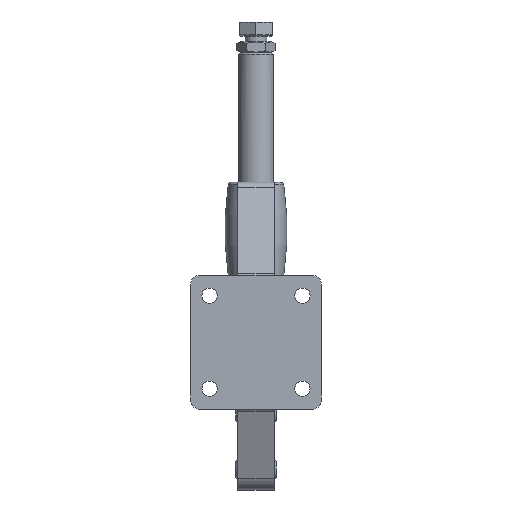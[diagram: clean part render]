
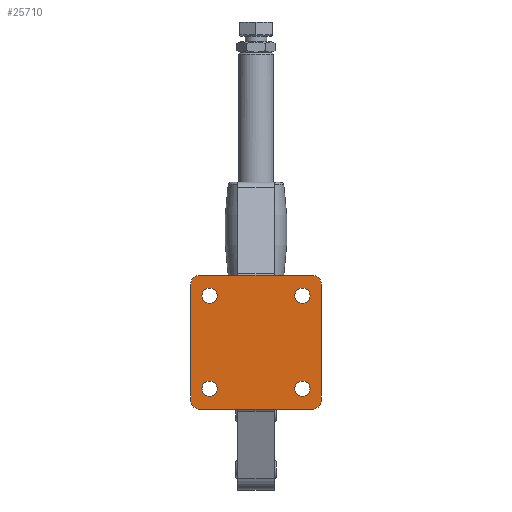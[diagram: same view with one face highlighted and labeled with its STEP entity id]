
A CAD part, front view. The second image highlights one B-rep face of the part: STEP entity #25710.
In plain terms, the highlighted planar face has unit normal (0, -1, 0).
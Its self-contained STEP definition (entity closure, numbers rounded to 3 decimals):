
#601 = CARTESIAN_POINT ( 'NONE',  ( -30.7, -44.4, -124. ) ) ;
#603 = CARTESIAN_POINT ( 'NONE',  ( -35.7, -44.4, -55.8 ) ) ;
#630 = CARTESIAN_POINT ( 'NONE',  ( 30.7, -44.4, -50.8 ) ) ;
#655 = CARTESIAN_POINT ( 'NONE',  ( -25.4, -44.4, -108.65 ) ) ;
#662 = CARTESIAN_POINT ( 'NONE',  ( -25.4, -44.4, -116.95 ) ) ;
#698 = CARTESIAN_POINT ( 'NONE',  ( 25.4, -44.4, -57.85 ) ) ;
#702 = CARTESIAN_POINT ( 'NONE',  ( -25.4, -44.4, -57.85 ) ) ;
#703 = CARTESIAN_POINT ( 'NONE',  ( -25.4, -44.4, -66.15 ) ) ;
#704 = CARTESIAN_POINT ( 'NONE',  ( 25.4, -44.4, -66.15 ) ) ;
#705 = CARTESIAN_POINT ( 'NONE',  ( 25.4, -44.4, -108.65 ) ) ;
#789 = CARTESIAN_POINT ( 'NONE',  ( 35.7, -44.4, -55.8 ) ) ;
#905 = CARTESIAN_POINT ( 'NONE',  ( -35.7, -44.4, -119. ) ) ;
#913 = CARTESIAN_POINT ( 'NONE',  ( 30.7, -44.4, -124. ) ) ;
#931 = CARTESIAN_POINT ( 'NONE',  ( 35.7, -44.4, -119. ) ) ;
#940 = CARTESIAN_POINT ( 'NONE',  ( 25.4, -44.4, -116.95 ) ) ;
#945 = CARTESIAN_POINT ( 'NONE',  ( -30.7, -44.4, -50.8 ) ) ;
#1999 = DIRECTION ( 'NONE',  ( 0., -1., 0. ) ) ;
#2000 = CARTESIAN_POINT ( 'NONE',  ( 0., -44.4, -168.2 ) ) ;
#2003 = PLANE ( 'NONE',  #16305 ) ;
#2006 = DIRECTION ( 'NONE',  ( 0., 0., -1. ) ) ;
#2391 = FACE_BOUND ( 'NONE', #15410, .T. ) ;
#2393 = FACE_OUTER_BOUND ( 'NONE', #15612, .T. ) ;
#2394 = FACE_BOUND ( 'NONE', #15490, .T. ) ;
#3506 = ORIENTED_EDGE ( 'NONE', *, *, #12953, .T. ) ;
#3507 = ORIENTED_EDGE ( 'NONE', *, *, #11657, .T. ) ;
#3508 = ORIENTED_EDGE ( 'NONE', *, *, #12960, .T. ) ;
#3509 = ORIENTED_EDGE ( 'NONE', *, *, #11658, .T. ) ;
#3510 = ORIENTED_EDGE ( 'NONE', *, *, #12967, .T. ) ;
#3511 = ORIENTED_EDGE ( 'NONE', *, *, #11659, .T. ) ;
#3512 = ORIENTED_EDGE ( 'NONE', *, *, #11660, .T. ) ;
#3513 = ORIENTED_EDGE ( 'NONE', *, *, #11661, .F. ) ;
#3514 = ORIENTED_EDGE ( 'NONE', *, *, #11662, .T. ) ;
#3515 = ORIENTED_EDGE ( 'NONE', *, *, #11663, .F. ) ;
#3516 = ORIENTED_EDGE ( 'NONE', *, *, #11664, .T. ) ;
#3517 = ORIENTED_EDGE ( 'NONE', *, *, #11651, .T. ) ;
#3518 = ORIENTED_EDGE ( 'NONE', *, *, #11665, .T. ) ;
#11253 = FACE_BOUND ( 'NONE', #15384, .T. ) ;
#11254 = FACE_BOUND ( 'NONE', #15489, .T. ) ;
#11651 = EDGE_CURVE ( 'NONE', #18022, #17880, #23587, .T. ) ;
#11655 = EDGE_CURVE ( 'NONE', #17746, #17753, #23598, .T. ) ;
#11656 = EDGE_CURVE ( 'NONE', #17796, #18031, #23594, .T. ) ;
#11657 = EDGE_CURVE ( 'NONE', #17793, #17794, #23600, .T. ) ;
#11658 = EDGE_CURVE ( 'NONE', #17789, #17795, #23601, .T. ) ;
#11659 = EDGE_CURVE ( 'NONE', #17721, #18036, #23602, .T. ) ;
#11660 = EDGE_CURVE ( 'NONE', #18036, #17694, #23604, .T. ) ;
#11661 = EDGE_CURVE ( 'NONE', #17996, #17694, #23606, .T. ) ;
#11662 = EDGE_CURVE ( 'NONE', #17996, #17692, #23603, .T. ) ;
#11663 = EDGE_CURVE ( 'NONE', #18004, #17692, #23609, .T. ) ;
#11664 = EDGE_CURVE ( 'NONE', #18004, #18022, #23610, .T. ) ;
#11665 = EDGE_CURVE ( 'NONE', #17880, #17721, #23612, .T. ) ;
#12946 = EDGE_CURVE ( 'NONE', #17753, #17746, #23894, .T. ) ;
#12953 = EDGE_CURVE ( 'NONE', #18031, #17796, #23905, .T. ) ;
#12960 = EDGE_CURVE ( 'NONE', #17794, #17793, #23916, .T. ) ;
#12967 = EDGE_CURVE ( 'NONE', #17795, #17789, #23927, .T. ) ;
#15384 = EDGE_LOOP ( 'NONE', ( #19067, #3506 ) ) ;
#15410 = EDGE_LOOP ( 'NONE', ( #3507, #3508 ) ) ;
#15489 = EDGE_LOOP ( 'NONE', ( #17562, #17563 ) ) ;
#15490 = EDGE_LOOP ( 'NONE', ( #3509, #3510 ) ) ;
#15612 = EDGE_LOOP ( 'NONE', ( #3511, #3512, #3513, #3514, #3515, #3516, #3517, #3518 ) ) ;
#16305 = AXIS2_PLACEMENT_3D ( 'NONE', #2000, #1999, #2006 ) ;
#17562 = ORIENTED_EDGE ( 'NONE', *, *, #11655, .T. ) ;
#17563 = ORIENTED_EDGE ( 'NONE', *, *, #12946, .T. ) ;
#17692 = VERTEX_POINT ( 'NONE', #601 ) ;
#17694 = VERTEX_POINT ( 'NONE', #603 ) ;
#17721 = VERTEX_POINT ( 'NONE', #630 ) ;
#17746 = VERTEX_POINT ( 'NONE', #655 ) ;
#17753 = VERTEX_POINT ( 'NONE', #662 ) ;
#17789 = VERTEX_POINT ( 'NONE', #698 ) ;
#17793 = VERTEX_POINT ( 'NONE', #702 ) ;
#17794 = VERTEX_POINT ( 'NONE', #703 ) ;
#17795 = VERTEX_POINT ( 'NONE', #704 ) ;
#17796 = VERTEX_POINT ( 'NONE', #705 ) ;
#17880 = VERTEX_POINT ( 'NONE', #789 ) ;
#17996 = VERTEX_POINT ( 'NONE', #905 ) ;
#18004 = VERTEX_POINT ( 'NONE', #913 ) ;
#18022 = VERTEX_POINT ( 'NONE', #931 ) ;
#18031 = VERTEX_POINT ( 'NONE', #940 ) ;
#18036 = VERTEX_POINT ( 'NONE', #945 ) ;
#18675 = AXIS2_PLACEMENT_3D ( 'NONE', #19217, #19219, #19221 ) ;
#18676 = AXIS2_PLACEMENT_3D ( 'NONE', #19225, #19226, #19228 ) ;
#18677 = AXIS2_PLACEMENT_3D ( 'NONE', #19232, #19234, #19236 ) ;
#18678 = AXIS2_PLACEMENT_3D ( 'NONE', #19241, #19243, #19245 ) ;
#18679 = AXIS2_PLACEMENT_3D ( 'NONE', #19252, #19254, #19256 ) ;
#18680 = AXIS2_PLACEMENT_3D ( 'NONE', #19263, #19265, #19267 ) ;
#18681 = AXIS2_PLACEMENT_3D ( 'NONE', #19275, #19277, #19278 ) ;
#18682 = AXIS2_PLACEMENT_3D ( 'NONE', #19282, #19284, #19286 ) ;
#18721 = AXIS2_PLACEMENT_3D ( 'NONE', #20018, #20019, #20020 ) ;
#18724 = AXIS2_PLACEMENT_3D ( 'NONE', #20035, #20036, #20037 ) ;
#18727 = AXIS2_PLACEMENT_3D ( 'NONE', #20052, #20053, #20054 ) ;
#18730 = AXIS2_PLACEMENT_3D ( 'NONE', #20068, #20069, #20070 ) ;
#19067 = ORIENTED_EDGE ( 'NONE', *, *, #11656, .T. ) ;
#19178 = DIRECTION ( 'NONE',  ( 0., 0., 1. ) ) ;
#19192 = CARTESIAN_POINT ( 'NONE',  ( 35.7, -44.4, -168.2 ) ) ;
#19203 = CARTESIAN_POINT ( 'NONE',  ( -35.7, -44.4, -168.2 ) ) ;
#19215 = DIRECTION ( 'NONE',  ( -1., 0., 0. ) ) ;
#19217 = CARTESIAN_POINT ( 'NONE',  ( -25.4, -44.4, -112.8 ) ) ;
#19219 = DIRECTION ( 'NONE',  ( 0., 1., 0. ) ) ;
#19221 = DIRECTION ( 'NONE',  ( 0., 0., 1. ) ) ;
#19225 = CARTESIAN_POINT ( 'NONE',  ( 25.4, -44.4, -112.8 ) ) ;
#19226 = DIRECTION ( 'NONE',  ( 0., 1., 0. ) ) ;
#19228 = DIRECTION ( 'NONE',  ( 0., 0., 1. ) ) ;
#19232 = CARTESIAN_POINT ( 'NONE',  ( -25.4, -44.4, -62. ) ) ;
#19234 = DIRECTION ( 'NONE',  ( 0., 1., 0. ) ) ;
#19236 = DIRECTION ( 'NONE',  ( 0., 0., 1. ) ) ;
#19237 = DIRECTION ( 'NONE',  ( 0., 0., 1. ) ) ;
#19239 = CARTESIAN_POINT ( 'NONE',  ( 94.1, -44.4, -50.8 ) ) ;
#19241 = CARTESIAN_POINT ( 'NONE',  ( 25.4, -44.4, -62. ) ) ;
#19243 = DIRECTION ( 'NONE',  ( 0., 1., 0. ) ) ;
#19245 = DIRECTION ( 'NONE',  ( 0., 0., 1. ) ) ;
#19248 = DIRECTION ( 'NONE',  ( -1., 0., 0. ) ) ;
#19252 = CARTESIAN_POINT ( 'NONE',  ( -30.7, -44.4, -55.8 ) ) ;
#19254 = DIRECTION ( 'NONE',  ( 0., -1., 0. ) ) ;
#19256 = DIRECTION ( 'NONE',  ( 0., 0., -1. ) ) ;
#19258 = CARTESIAN_POINT ( 'NONE',  ( 94.1, -44.4, -124. ) ) ;
#19263 = CARTESIAN_POINT ( 'NONE',  ( -30.7, -44.4, -119. ) ) ;
#19265 = DIRECTION ( 'NONE',  ( 0., -1., 0. ) ) ;
#19267 = DIRECTION ( 'NONE',  ( 0., 0., -1. ) ) ;
#19275 = CARTESIAN_POINT ( 'NONE',  ( 30.7, -44.4, -119. ) ) ;
#19277 = DIRECTION ( 'NONE',  ( 0., -1., 0. ) ) ;
#19278 = DIRECTION ( 'NONE',  ( 0., 0., -1. ) ) ;
#19282 = CARTESIAN_POINT ( 'NONE',  ( 30.7, -44.4, -55.8 ) ) ;
#19284 = DIRECTION ( 'NONE',  ( 0., -1., 0. ) ) ;
#19286 = DIRECTION ( 'NONE',  ( 0., 0., -1. ) ) ;
#20018 = CARTESIAN_POINT ( 'NONE',  ( -25.4, -44.4, -112.8 ) ) ;
#20019 = DIRECTION ( 'NONE',  ( 0., 1., 0. ) ) ;
#20020 = DIRECTION ( 'NONE',  ( 0., 0., 1. ) ) ;
#20035 = CARTESIAN_POINT ( 'NONE',  ( 25.4, -44.4, -112.8 ) ) ;
#20036 = DIRECTION ( 'NONE',  ( 0., 1., 0. ) ) ;
#20037 = DIRECTION ( 'NONE',  ( 0., 0., 1. ) ) ;
#20052 = CARTESIAN_POINT ( 'NONE',  ( -25.4, -44.4, -62. ) ) ;
#20053 = DIRECTION ( 'NONE',  ( 0., 1., 0. ) ) ;
#20054 = DIRECTION ( 'NONE',  ( 0., 0., 1. ) ) ;
#20068 = CARTESIAN_POINT ( 'NONE',  ( 25.4, -44.4, -62. ) ) ;
#20069 = DIRECTION ( 'NONE',  ( 0., 1., 0. ) ) ;
#20070 = DIRECTION ( 'NONE',  ( 0., 0., 1. ) ) ;
#23587 = LINE ( 'NONE', #19192, #23593 ) ;
#23593 = VECTOR ( 'NONE', #19178, 1000. ) ;
#23594 = CIRCLE ( 'NONE', #18676, 4.15 ) ;
#23598 = CIRCLE ( 'NONE', #18675, 4.15 ) ;
#23600 = CIRCLE ( 'NONE', #18677, 4.15 ) ;
#23601 = CIRCLE ( 'NONE', #18678, 4.15 ) ;
#23602 = LINE ( 'NONE', #19239, #23605 ) ;
#23603 = CIRCLE ( 'NONE', #18680, 5. ) ;
#23604 = CIRCLE ( 'NONE', #18679, 5. ) ;
#23605 = VECTOR ( 'NONE', #19215, 1000. ) ;
#23606 = LINE ( 'NONE', #19203, #23608 ) ;
#23608 = VECTOR ( 'NONE', #19237, 1000. ) ;
#23609 = LINE ( 'NONE', #19258, #23611 ) ;
#23610 = CIRCLE ( 'NONE', #18681, 5. ) ;
#23611 = VECTOR ( 'NONE', #19248, 1000. ) ;
#23612 = CIRCLE ( 'NONE', #18682, 5. ) ;
#23894 = CIRCLE ( 'NONE', #18721, 4.15 ) ;
#23905 = CIRCLE ( 'NONE', #18724, 4.15 ) ;
#23916 = CIRCLE ( 'NONE', #18727, 4.15 ) ;
#23927 = CIRCLE ( 'NONE', #18730, 4.15 ) ;
#25710 = ADVANCED_FACE ( 'NONE', ( #11254, #11253, #2391, #2394, #2393 ), #2003, .T. ) ;
